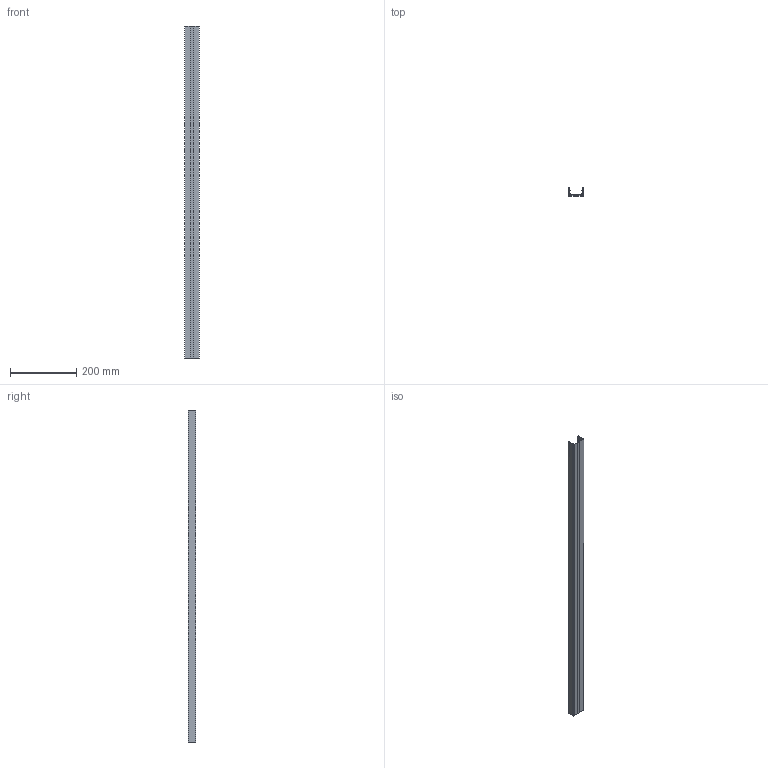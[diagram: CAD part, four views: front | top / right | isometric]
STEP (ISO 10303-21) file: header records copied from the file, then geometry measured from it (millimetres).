
FILE_DESCRIPTION((''),'2;1');
FILE_NAME('10025_PROFIL_KANAL_25X45','2022-09-16T13:30:38',('PredragRovcanin'),('Audax d.o.o.'),'CREO PARAMETRIC BY PTC INC, 2020281','CREO PARAMETRIC BY PTC INC, 2020281','');
FILE_SCHEMA(('AUTOMOTIVE_DESIGN { 1 0 10303 214 1 1 1 1 }'));
Length unit declared in the file: millimetre
Products named in the file (1): 10025_PROFIL_KANAL_25X45
Bounding box: 45 x 23 x 1000 mm (x, y, z)
Volume: 182149 mm3; surface area: 227159.1 mm2
Topology: 1 solids, 1 shells, 50 faces, 237 edges, 196 vertices
Faces by surface type: plane 42, cylinder 8
Entity records: 3464 total; most frequent: CARTESIAN_POINT 418, DIRECTION 361, COLOUR_RGB 322, ORIENTED_EDGE 288, PRESENTATION_STYLE_ASSIGNMENT 239, STYLED_ITEM 239, CURVE_STYLE 238, VECTOR 207
